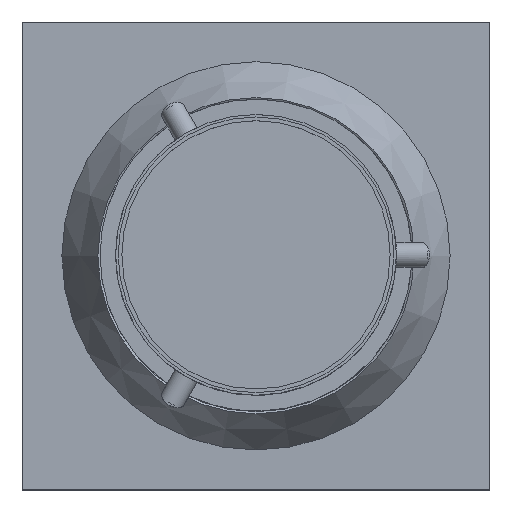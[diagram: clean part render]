
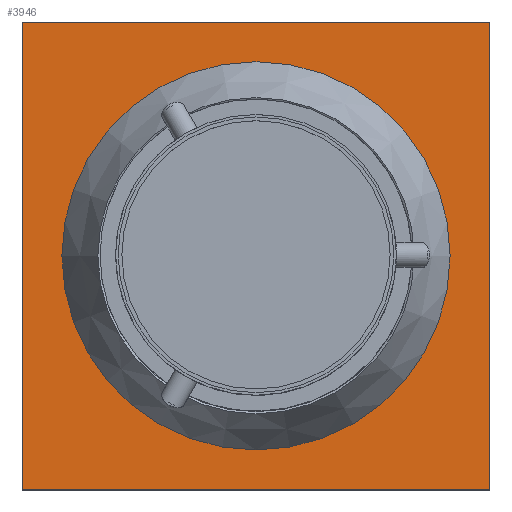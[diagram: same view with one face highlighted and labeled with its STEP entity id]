
A CAD part, top view. The second image highlights one B-rep face of the part: STEP entity #3946.
In plain terms, the highlighted planar face has unit normal (0, 0, 1).
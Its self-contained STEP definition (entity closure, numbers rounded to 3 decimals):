
#130=FACE_BOUND('',#888,.T.);
#265=CIRCLE('',#4321,250.);
#414=PLANE('',#4328);
#609=FACE_OUTER_BOUND('',#887,.T.);
#887=EDGE_LOOP('',(#3241,#3242,#3243,#3244));
#888=EDGE_LOOP('',(#3245));
#1167=LINE('',#7156,#1474);
#1168=LINE('',#7158,#1475);
#1169=LINE('',#7160,#1476);
#1170=LINE('',#7161,#1477);
#1474=VECTOR('',#5158,10.);
#1475=VECTOR('',#5159,10.);
#1476=VECTOR('',#5160,10.);
#1477=VECTOR('',#5161,10.);
#1895=VERTEX_POINT('',#7132);
#1904=VERTEX_POINT('',#7154);
#1905=VERTEX_POINT('',#7155);
#1906=VERTEX_POINT('',#7157);
#1907=VERTEX_POINT('',#7159);
#2360=EDGE_CURVE('',#1895,#1895,#265,.T.);
#2370=EDGE_CURVE('',#1904,#1905,#1167,.T.);
#2371=EDGE_CURVE('',#1906,#1905,#1168,.T.);
#2372=EDGE_CURVE('',#1906,#1907,#1169,.T.);
#2373=EDGE_CURVE('',#1904,#1907,#1170,.T.);
#3241=ORIENTED_EDGE('',*,*,#2370,.T.);
#3242=ORIENTED_EDGE('',*,*,#2371,.F.);
#3243=ORIENTED_EDGE('',*,*,#2372,.T.);
#3244=ORIENTED_EDGE('',*,*,#2373,.F.);
#3245=ORIENTED_EDGE('',*,*,#2360,.F.);
#3946=ADVANCED_FACE('',(#609,#130),#414,.T.);
#4321=AXIS2_PLACEMENT_3D('',#7133,#5137,#5138);
#4328=AXIS2_PLACEMENT_3D('',#7153,#5156,#5157);
#5137=DIRECTION('center_axis',(0.,0.,1.));
#5138=DIRECTION('ref_axis',(-1.,0.,0.));
#5156=DIRECTION('center_axis',(0.,0.,1.));
#5157=DIRECTION('ref_axis',(1.,0.,0.));
#5158=DIRECTION('',(0.,1.,0.));
#5159=DIRECTION('',(1.,0.,0.));
#5160=DIRECTION('',(0.,-1.,0.));
#5161=DIRECTION('',(-1.,0.,0.));
#7132=CARTESIAN_POINT('',(250.,0.,-686.));
#7133=CARTESIAN_POINT('Origin',(0.,0.,-686.));
#7153=CARTESIAN_POINT('Origin',(-375.,0.,-686.));
#7154=CARTESIAN_POINT('',(375.,-375.,-686.));
#7155=CARTESIAN_POINT('',(375.,375.,-686.));
#7156=CARTESIAN_POINT('',(375.,0.,-686.));
#7157=CARTESIAN_POINT('',(-375.,375.,-686.));
#7158=CARTESIAN_POINT('',(-375.,375.,-686.));
#7159=CARTESIAN_POINT('',(-375.,-375.,-686.));
#7160=CARTESIAN_POINT('',(-375.,0.,-686.));
#7161=CARTESIAN_POINT('',(-375.,-375.,-686.));
